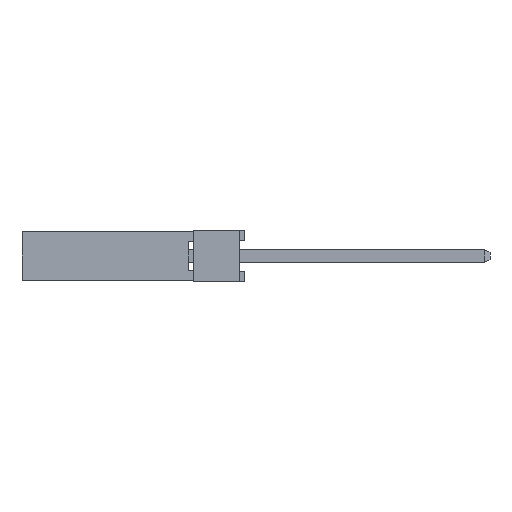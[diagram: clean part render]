
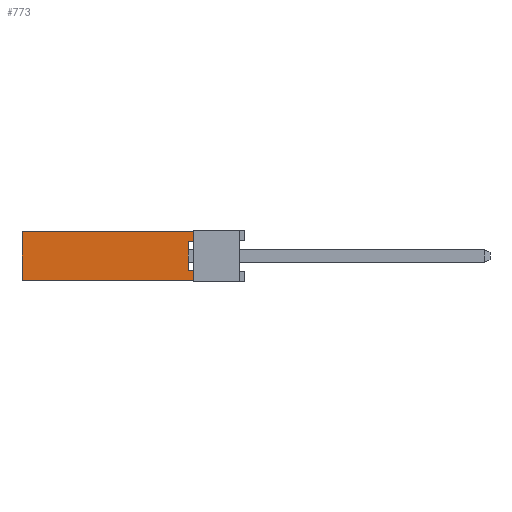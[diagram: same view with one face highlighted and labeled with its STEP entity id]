
A CAD part, left-side view. The second image highlights one B-rep face of the part: STEP entity #773.
In plain terms, the highlighted planar face has unit normal (-1, 0, 0).
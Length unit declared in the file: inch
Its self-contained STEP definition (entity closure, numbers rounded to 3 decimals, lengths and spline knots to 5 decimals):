
#773 = ADVANCED_FACE( '', ( #1779 ), #1780, .F. );
#1779 = FACE_OUTER_BOUND( '', #3059, .T. );
#1780 = PLANE( '', #3060 );
#3059 = EDGE_LOOP( '', ( #5212, #5213, #5214, #5215, #5216, #5217, #5218, #5219 ) );
#3060 = AXIS2_PLACEMENT_3D( '', #5220, #5221, #5222 );
#5212 = ORIENTED_EDGE( '', *, *, #8576, .T. );
#5213 = ORIENTED_EDGE( '', *, *, #8577, .T. );
#5214 = ORIENTED_EDGE( '', *, *, #8448, .F. );
#5215 = ORIENTED_EDGE( '', *, *, #8578, .F. );
#5216 = ORIENTED_EDGE( '', *, *, #8579, .T. );
#5217 = ORIENTED_EDGE( '', *, *, #8073, .T. );
#5218 = ORIENTED_EDGE( '', *, *, #8580, .T. );
#5219 = ORIENTED_EDGE( '', *, *, #8581, .T. );
#5220 = CARTESIAN_POINT( '', ( 0., 0.335, -0.0475 ) );
#5221 = DIRECTION( '', ( 1., 0., 0. ) );
#5222 = DIRECTION( '', ( 0., 0., -1. ) );
#8073 = EDGE_CURVE( '', #9809, #9807, #9810, .T. );
#8448 = EDGE_CURVE( '', #10433, #10435, #10436, .T. );
#8576 = EDGE_CURVE( '', #10636, #10637, #10638, .T. );
#8577 = EDGE_CURVE( '', #10637, #10435, #10639, .T. );
#8578 = EDGE_CURVE( '', #10640, #10433, #10641, .T. );
#8579 = EDGE_CURVE( '', #10640, #9809, #10642, .T. );
#8580 = EDGE_CURVE( '', #9807, #10643, #10644, .T. );
#8581 = EDGE_CURVE( '', #10643, #10636, #10645, .T. );
#9807 = VERTEX_POINT( '', #12281 );
#9809 = VERTEX_POINT( '', #12284 );
#9810 = LINE( '', #12285, #12286 );
#10433 = VERTEX_POINT( '', #13219 );
#10435 = VERTEX_POINT( '', #13222 );
#10436 = LINE( '', #13223, #13224 );
#10636 = VERTEX_POINT( '', #13524 );
#10637 = VERTEX_POINT( '', #13525 );
#10638 = LINE( '', #13526, #13527 );
#10639 = LINE( '', #13528, #13529 );
#10640 = VERTEX_POINT( '', #13530 );
#10641 = LINE( '', #13531, #13532 );
#10642 = LINE( '', #13533, #13534 );
#10643 = VERTEX_POINT( '', #13535 );
#10644 = LINE( '', #13536, #13537 );
#10645 = LINE( '', #13538, #13539 );
#12281 = CARTESIAN_POINT( '', ( 0., 0., -0.0275 ) );
#12284 = CARTESIAN_POINT( '', ( 0., 0., -0.0475 ) );
#12285 = CARTESIAN_POINT( '', ( 0., 0., -0.0475 ) );
#12286 = VECTOR( '', #15204, 39.37008 );
#13219 = CARTESIAN_POINT( '', ( 0., 0.335, 0.0475 ) );
#13222 = CARTESIAN_POINT( '', ( 0., 0., 0.0475 ) );
#13223 = CARTESIAN_POINT( '', ( 0., 0.335, 0.0475 ) );
#13224 = VECTOR( '', #15522, 39.37008 );
#13524 = CARTESIAN_POINT( '', ( 0., 0.01, 0.0275 ) );
#13525 = CARTESIAN_POINT( '', ( 0., 0., 0.0275 ) );
#13526 = CARTESIAN_POINT( '', ( 0., 0.01, 0.0275 ) );
#13527 = VECTOR( '', #15632, 39.37008 );
#13528 = CARTESIAN_POINT( '', ( 0., 0., -0.0475 ) );
#13529 = VECTOR( '', #15633, 39.37008 );
#13530 = CARTESIAN_POINT( '', ( 0., 0.335, -0.0475 ) );
#13531 = CARTESIAN_POINT( '', ( 0., 0.335, -0.0475 ) );
#13532 = VECTOR( '', #15634, 39.37008 );
#13533 = CARTESIAN_POINT( '', ( 0., 0.335, -0.0475 ) );
#13534 = VECTOR( '', #15635, 39.37008 );
#13535 = CARTESIAN_POINT( '', ( 0., 0.01, -0.0275 ) );
#13536 = CARTESIAN_POINT( '', ( 0., 0., -0.0275 ) );
#13537 = VECTOR( '', #15636, 39.37008 );
#13538 = CARTESIAN_POINT( '', ( 0., 0.01, -0.0275 ) );
#13539 = VECTOR( '', #15637, 39.37008 );
#15204 = DIRECTION( '', ( 0., 0., 1. ) );
#15522 = DIRECTION( '', ( 0., -1., 0. ) );
#15632 = DIRECTION( '', ( 0., -1., 0. ) );
#15633 = DIRECTION( '', ( 0., 0., 1. ) );
#15634 = DIRECTION( '', ( 0., 0., 1. ) );
#15635 = DIRECTION( '', ( 0., -1., 0. ) );
#15636 = DIRECTION( '', ( 0., 1., 0. ) );
#15637 = DIRECTION( '', ( 0., 0., 1. ) );
